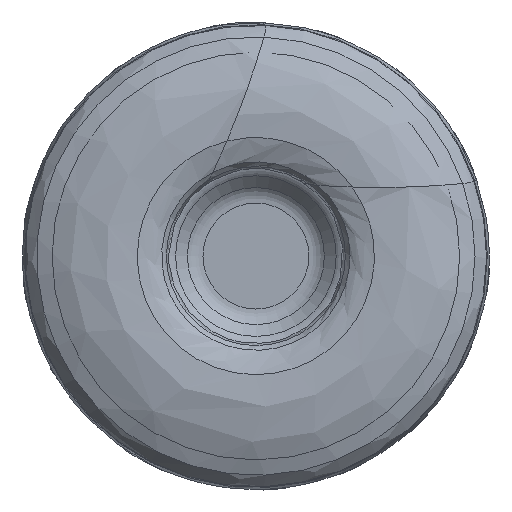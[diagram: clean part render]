
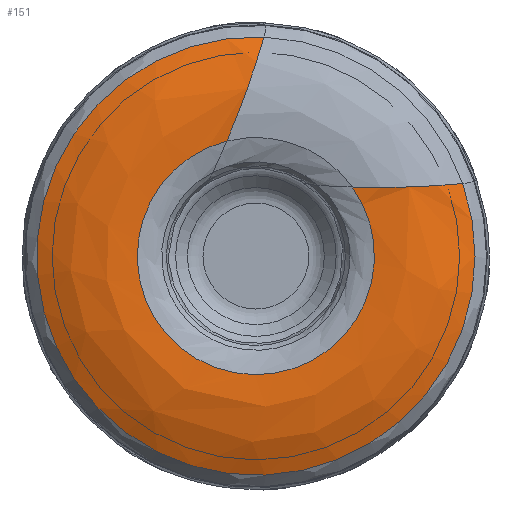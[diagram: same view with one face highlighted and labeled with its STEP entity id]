
A CAD part, left-side view. The second image highlights one B-rep face of the part: STEP entity #151.
In plain terms, the highlighted free-form (B-spline) face has degree [3, 3] with [4, 7] control points.
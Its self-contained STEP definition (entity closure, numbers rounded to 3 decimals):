
#70=(
BOUNDED_SURFACE()
B_SPLINE_SURFACE(3,3,((#1114,#1115,#1116,#1117,#1118,#1119,#1120),(#1121,
#1122,#1123,#1124,#1125,#1126,#1127),(#1128,#1129,#1130,#1131,#1132,#1133,
#1134),(#1135,#1136,#1137,#1138,#1139,#1140,#1141)),.UNSPECIFIED.,.F.,.F.,
 .F.)
B_SPLINE_SURFACE_WITH_KNOTS((4,4),(4,3,4),(0.,1.),(0.,0.5,1.),
 .UNSPECIFIED.)
GEOMETRIC_REPRESENTATION_ITEM()
RATIONAL_B_SPLINE_SURFACE(((1.,0.53,0.53,1.,0.53,
0.53,1.),(0.96,0.509,0.509,
0.96,0.509,0.509,0.96),
(0.96,0.509,0.509,0.96,
0.509,0.509,0.96),(1.,0.53,
0.53,1.,0.53,0.53,1.)))
REPRESENTATION_ITEM('')
SURFACE()
);
#151=ADVANCED_FACE('',(#179),#70,.F.);
#179=FACE_OUTER_BOUND('',#233,.T.);
#233=EDGE_LOOP('',(#314,#315,#316,#317));
#314=ORIENTED_EDGE('',*,*,#455,.F.);
#315=ORIENTED_EDGE('',*,*,#456,.T.);
#316=ORIENTED_EDGE('',*,*,#452,.T.);
#317=ORIENTED_EDGE('',*,*,#457,.T.);
#405=VERTEX_POINT('',#1077);
#406=VERTEX_POINT('',#1078);
#407=VERTEX_POINT('',#1110);
#408=VERTEX_POINT('',#1111);
#452=EDGE_CURVE('',#405,#406,#513,.T.);
#455=EDGE_CURVE('',#407,#408,#516,.T.);
#456=EDGE_CURVE('',#407,#405,#517,.T.);
#457=EDGE_CURVE('',#406,#408,#518,.T.);
#513=CIRCLE('',#588,4.316);
#516=CIRCLE('',#591,7.976);
#517=CIRCLE('',#592,6.);
#518=CIRCLE('',#593,6.);
#588=AXIS2_PLACEMENT_3D('',#1076,#718,#719);
#591=AXIS2_PLACEMENT_3D('',#1109,#724,#725);
#592=AXIS2_PLACEMENT_3D('',#1112,#726,#727);
#593=AXIS2_PLACEMENT_3D('',#1113,#728,#729);
#718=DIRECTION('',(1.,0.,0.));
#719=DIRECTION('',(0.,-0.813,0.583));
#724=DIRECTION('',(1.,0.,0.));
#725=DIRECTION('',(0.,-0.944,0.331));
#726=DIRECTION('',(0.174,0.,-0.985));
#727=DIRECTION('',(0.985,0.,0.174));
#728=DIRECTION('',(-0.174,0.917,0.36));
#729=DIRECTION('',(0.985,0.162,0.063));
#1076=CARTESIAN_POINT('',(0.084,0.,0.));
#1077=CARTESIAN_POINT('',(0.084,-3.507,2.515));
#1078=CARTESIAN_POINT('',(0.084,1.06,4.184));
#1109=CARTESIAN_POINT('',(0.797,0.,0.));
#1110=CARTESIAN_POINT('',(0.797,-7.527,2.641));
#1111=CARTESIAN_POINT('',(0.797,-0.292,7.971));
#1112=CARTESIAN_POINT('',(5.909,-4.517,3.542));
#1113=CARTESIAN_POINT('',(5.909,1.647,5.499));
#1114=CARTESIAN_POINT('',(0.084,-3.507,2.515));
#1115=CARTESIAN_POINT('',(0.084,-6.531,-1.702));
#1116=CARTESIAN_POINT('',(0.084,-3.393,-5.834));
#1117=CARTESIAN_POINT('',(0.084,1.481,-4.054));
#1118=CARTESIAN_POINT('',(0.084,6.355,-2.273));
#1119=CARTESIAN_POINT('',(0.084,6.09,2.91));
#1120=CARTESIAN_POINT('',(0.084,1.06,4.184));
#1121=CARTESIAN_POINT('',(-0.151,-4.905,2.473));
#1122=CARTESIAN_POINT('',(-0.151,-7.879,-3.424));
#1123=CARTESIAN_POINT('',(-0.151,-3.12,-8.004));
#1124=CARTESIAN_POINT('',(-0.151,2.659,-4.807));
#1125=CARTESIAN_POINT('',(-0.151,8.438,-1.609));
#1126=CARTESIAN_POINT('',(-0.151,7.087,4.856));
#1127=CARTESIAN_POINT('',(-0.151,0.51,5.469));
#1128=CARTESIAN_POINT('',(0.097,-6.3,2.517));
#1129=CARTESIAN_POINT('',(0.097,-9.326,-5.058));
#1130=CARTESIAN_POINT('',(0.097,-2.98,-10.183));
#1131=CARTESIAN_POINT('',(0.097,3.788,-5.629));
#1132=CARTESIAN_POINT('',(0.097,10.555,-1.075));
#1133=CARTESIAN_POINT('',(0.097,8.198,6.735));
#1134=CARTESIAN_POINT('',(0.097,0.041,6.784));
#1135=CARTESIAN_POINT('',(0.797,-7.527,2.641));
#1136=CARTESIAN_POINT('',(0.797,-10.701,-6.409));
#1137=CARTESIAN_POINT('',(0.797,-2.99,-12.11));
#1138=CARTESIAN_POINT('',(0.797,4.731,-6.422));
#1139=CARTESIAN_POINT('',(0.797,12.452,-0.733));
#1140=CARTESIAN_POINT('',(0.797,9.292,8.322));
#1141=CARTESIAN_POINT('',(0.797,-0.292,7.971));
